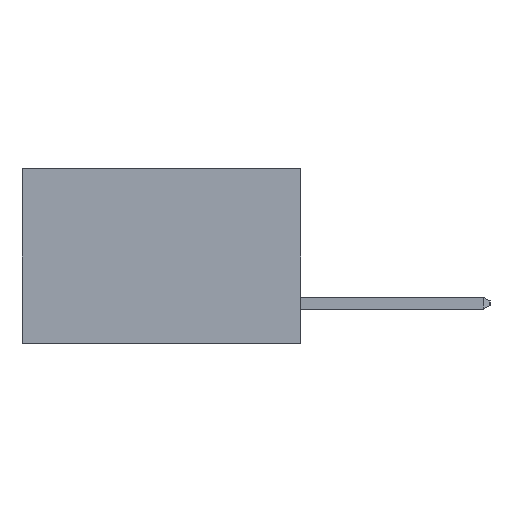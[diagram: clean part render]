
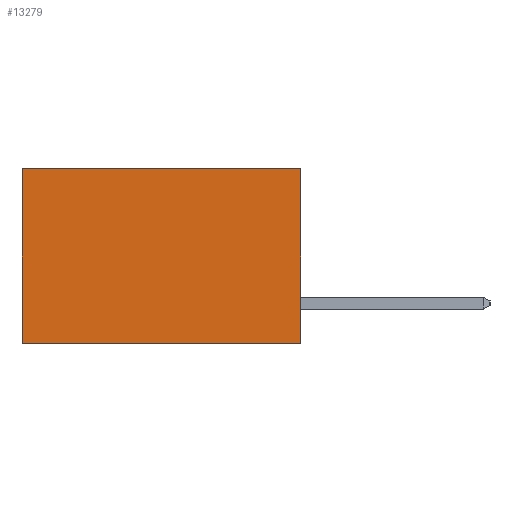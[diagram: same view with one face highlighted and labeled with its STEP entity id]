
A CAD part, left-side view. The second image highlights one B-rep face of the part: STEP entity #13279.
In plain terms, the highlighted planar face has unit normal (-1, 0, 0).
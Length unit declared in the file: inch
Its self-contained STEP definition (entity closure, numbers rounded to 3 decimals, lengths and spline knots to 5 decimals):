
#99 = LINE ( 'NONE', #13458, #21086 ) ;
#1556 = CARTESIAN_POINT ( 'NONE',  ( 0.277, 0.59, 0. ) ) ;
#1649 = DIRECTION ( 'NONE',  ( 0., 1., 0. ) ) ;
#2280 = CARTESIAN_POINT ( 'NONE',  ( 0.277, 0., 0. ) ) ;
#2795 = CARTESIAN_POINT ( 'NONE',  ( 0.277, 0.59, -0.37 ) ) ;
#3035 = ORIENTED_EDGE ( 'NONE', *, *, #5881, .T. ) ;
#3256 = FACE_OUTER_BOUND ( 'NONE', #8017, .T. ) ;
#4021 = AXIS2_PLACEMENT_3D ( 'NONE', #17819, #9655, #21010 ) ;
#4132 = ORIENTED_EDGE ( 'NONE', *, *, #15487, .T. ) ;
#4879 = EDGE_CURVE ( 'NONE', #7753, #15798, #10263, .T. ) ;
#4992 = DIRECTION ( 'NONE',  ( 0., 0., -1. ) ) ;
#5881 = EDGE_CURVE ( 'NONE', #10156, #12079, #6998, .T. ) ;
#6019 = CARTESIAN_POINT ( 'NONE',  ( 0.277, 0., -0.37 ) ) ;
#6998 = LINE ( 'NONE', #20076, #7534 ) ;
#7534 = VECTOR ( 'NONE', #19962, 39.37008 ) ;
#7753 = VERTEX_POINT ( 'NONE', #2280 ) ;
#7926 = PLANE ( 'NONE',  #4021 ) ;
#8017 = EDGE_LOOP ( 'NONE', ( #3035, #12098, #16930, #4132 ) ) ;
#9655 = DIRECTION ( 'NONE',  ( 1., 0., 0. ) ) ;
#9712 = VECTOR ( 'NONE', #4992, 39.37008 ) ;
#10156 = VERTEX_POINT ( 'NONE', #1556 ) ;
#10263 = LINE ( 'NONE', #6019, #9712 ) ;
#10403 = VECTOR ( 'NONE', #1649, 39.37008 ) ;
#12079 = VERTEX_POINT ( 'NONE', #2795 ) ;
#12098 = ORIENTED_EDGE ( 'NONE', *, *, #13460, .F. ) ;
#13279 = ADVANCED_FACE ( 'NONE', ( #3256 ), #7926, .F. ) ;
#13458 = CARTESIAN_POINT ( 'NONE',  ( 0.277, 0., -0.37 ) ) ;
#13460 = EDGE_CURVE ( 'NONE', #15798, #12079, #99, .T. ) ;
#15081 = DIRECTION ( 'NONE',  ( 0., 1., 0. ) ) ;
#15487 = EDGE_CURVE ( 'NONE', #7753, #10156, #19038, .T. ) ;
#15798 = VERTEX_POINT ( 'NONE', #20600 ) ;
#16684 = CARTESIAN_POINT ( 'NONE',  ( 0.277, 0., 0. ) ) ;
#16930 = ORIENTED_EDGE ( 'NONE', *, *, #4879, .F. ) ;
#17819 = CARTESIAN_POINT ( 'NONE',  ( 0.277, 0., -0.37 ) ) ;
#19038 = LINE ( 'NONE', #16684, #10403 ) ;
#19962 = DIRECTION ( 'NONE',  ( 0., 0., -1. ) ) ;
#20076 = CARTESIAN_POINT ( 'NONE',  ( 0.277, 0.59, -0.37 ) ) ;
#20600 = CARTESIAN_POINT ( 'NONE',  ( 0.277, 0., -0.37 ) ) ;
#21010 = DIRECTION ( 'NONE',  ( 0., 0., -1. ) ) ;
#21086 = VECTOR ( 'NONE', #15081, 39.37008 ) ;
